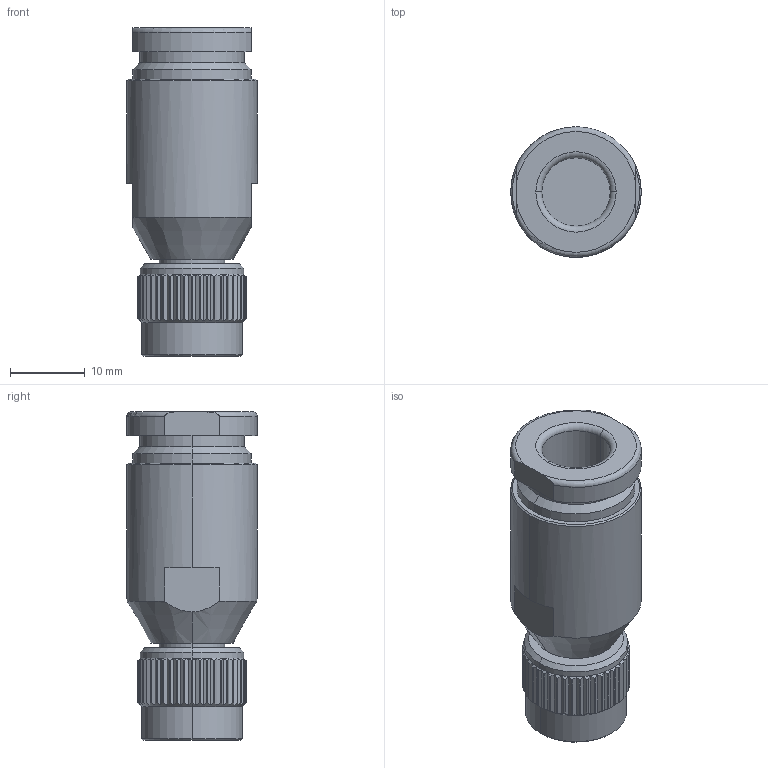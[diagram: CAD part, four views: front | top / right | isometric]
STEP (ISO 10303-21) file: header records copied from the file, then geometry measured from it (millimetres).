
FILE_DESCRIPTION (( 'STEP AP203' ), '1' );
FILE_NAME ('R144.017.000B.STEP', '2015-01-23T09:33:40', ( '' ), ( '' ), 'SwSTEP 2.0', 'SolidWorks 2014', '' );
FILE_SCHEMA (( 'CONFIG_CONTROL_DESIGN' ));
Length unit declared in the file: metre
Products named in the file (1): R144.017.000B
Bounding box: 17.5 x 17.5 x 44.05 mm (x, y, z)
Volume: 7718.7 mm3; surface area: 3763 mm2
Topology: 1 solids, 1 shells, 304 faces, 830 edges, 541 vertices
Faces by surface type: plane 161, cylinder 73, cone 59, torus 11
Entity records: 10061 total; most frequent: CARTESIAN_POINT 2568, ORIENTED_EDGE 1660, DIRECTION 1442, EDGE_CURVE 830, AXIS2_PLACEMENT_3D 575, VERTEX_POINT 541, EDGE_LOOP 317, FACE_OUTER_BOUND 304
